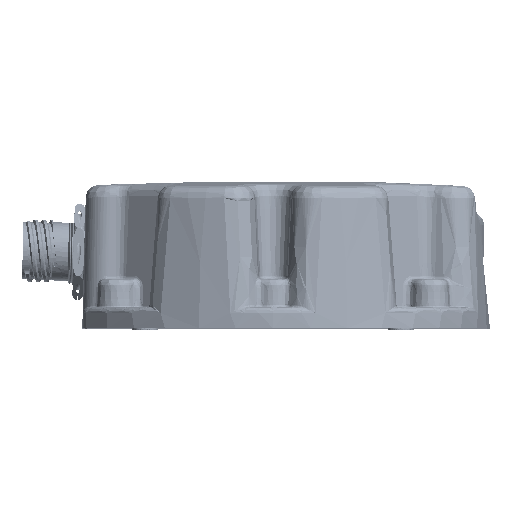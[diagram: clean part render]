
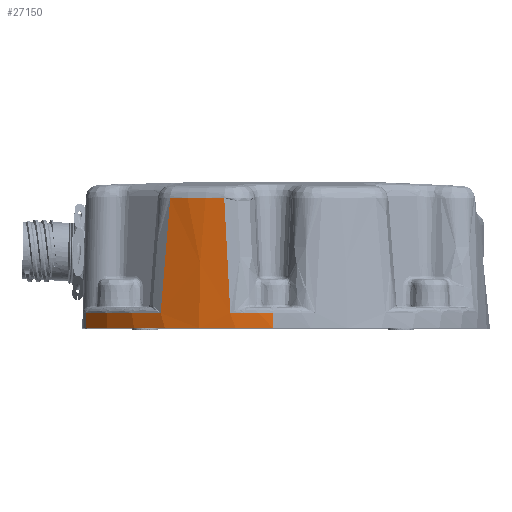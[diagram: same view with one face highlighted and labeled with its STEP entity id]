
A CAD part, top view. The second image highlights one B-rep face of the part: STEP entity #27150.
In plain terms, the highlighted conical face has half-angle 3 degrees and reference radius 66 mm.
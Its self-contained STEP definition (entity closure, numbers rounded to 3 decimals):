
#208 = CARTESIAN_POINT ( 'NONE',  ( -34.158, 4.605, 56.191 ) ) ;
#4605 = VERTEX_POINT ( 'NONE', #208 ) ;
#10231 = ORIENTED_EDGE ( 'NONE', *, *, #48085, .F. ) ;
#10471 = ORIENTED_EDGE ( 'NONE', *, *, #143458, .T. ) ;
#11079 = CIRCLE ( 'NONE', #196164, 66. ) ;
#11757 = EDGE_CURVE ( 'NONE', #36858, #29104, #62240, .T. ) ;
#14213 = CARTESIAN_POINT ( 'NONE',  ( -56.973, 0., 33.318 ) ) ;
#16208 = AXIS2_PLACEMENT_3D ( 'NONE', #17038, #76079, #199295 ) ;
#17038 = CARTESIAN_POINT ( 'NONE',  ( 0., 39.554, 0. ) ) ;
#17402 = CIRCLE ( 'NONE', #59505, 65.759 ) ;
#27150 = ADVANCED_FACE ( 'NONE', ( #114549 ), #87070, .T. ) ;
#27980 = CARTESIAN_POINT ( 'NONE',  ( 0., 0., 66. ) ) ;
#29104 = VERTEX_POINT ( 'NONE', #145701 ) ;
#31751 = ORIENTED_EDGE ( 'NONE', *, *, #204132, .T. ) ;
#36858 = VERTEX_POINT ( 'NONE', #57792 ) ;
#43451 = CARTESIAN_POINT ( 'NONE',  ( -12.977, 4.605, 64.466 ) ) ;
#47495 = ORIENTED_EDGE ( 'NONE', *, *, #153315, .T. ) ;
#48085 = EDGE_CURVE ( 'NONE', #96190, #104827, #173870, .T. ) ;
#55755 = CARTESIAN_POINT ( 'NONE',  ( 0., 4.605, 0. ) ) ;
#57012 = EDGE_CURVE ( 'NONE', #140794, #104827, #11079, .T. ) ;
#57792 = CARTESIAN_POINT ( 'NONE',  ( -14.823, 39.554, 62.185 ) ) ;
#59505 = AXIS2_PLACEMENT_3D ( 'NONE', #55755, #116591, #115740 ) ;
#61151 = DIRECTION ( 'NONE',  ( 0., 1., 0. ) ) ;
#61404 = CARTESIAN_POINT ( 'NONE',  ( -13.603, 16.486, 63.704 ) ) ;
#62240 = CIRCLE ( 'NONE', #16208, 63.927 ) ;
#66642 = CARTESIAN_POINT ( 'NONE',  ( 0., 4.605, 65.759 ) ) ;
#71721 = ORIENTED_EDGE ( 'NONE', *, *, #78543, .T. ) ;
#72211 = ORIENTED_EDGE ( 'NONE', *, *, #156963, .T. ) ;
#72599 = CARTESIAN_POINT ( 'NONE',  ( -12.977, 4.605, 64.466 ) ) ;
#76079 = DIRECTION ( 'NONE',  ( 0., -1., 0. ) ) ;
#78543 = EDGE_CURVE ( 'NONE', #29104, #4605, #174919, .T. ) ;
#87070 = CONICAL_SURFACE ( 'NONE', #220152, 66., 0.052 ) ;
#96190 = VERTEX_POINT ( 'NONE', #66642 ) ;
#99813 = DIRECTION ( 'NONE',  ( 0., 0., -1. ) ) ;
#102762 = DIRECTION ( 'NONE',  ( -1., 0., 0. ) ) ;
#104827 = VERTEX_POINT ( 'NONE', #140633 ) ;
#111792 = CARTESIAN_POINT ( 'NONE',  ( -56.9, 3.07, 33.123 ) ) ;
#114549 = FACE_OUTER_BOUND ( 'NONE', #226089, .T. ) ;
#114801 = DIRECTION ( 'NONE',  ( 0., -1., 0. ) ) ;
#115740 = DIRECTION ( 'NONE',  ( -1., 0., 0. ) ) ;
#116591 = DIRECTION ( 'NONE',  ( 0., -1., 0. ) ) ;
#118604 = VECTOR ( 'NONE', #201804, 1000. ) ;
#120637 = CARTESIAN_POINT ( 'NONE',  ( -14.823, 39.554, 62.185 ) ) ;
#131488 = CARTESIAN_POINT ( 'NONE',  ( -56.937, 1.535, 33.22 ) ) ;
#133649 = DIRECTION ( 'NONE',  ( 0., 0., -1. ) ) ;
#134915 = CARTESIAN_POINT ( 'NONE',  ( 0., 0., 0. ) ) ;
#137199 = ORIENTED_EDGE ( 'NONE', *, *, #11757, .T. ) ;
#140633 = CARTESIAN_POINT ( 'NONE',  ( 0., 0., 66. ) ) ;
#140794 = VERTEX_POINT ( 'NONE', #150321 ) ;
#142032 = ORIENTED_EDGE ( 'NONE', *, *, #57012, .T. ) ;
#143458 = EDGE_CURVE ( 'NONE', #167414, #140794, #176441, .T. ) ;
#145701 = CARTESIAN_POINT ( 'NONE',  ( -31.255, 39.554, 55.766 ) ) ;
#150321 = CARTESIAN_POINT ( 'NONE',  ( -56.973, 0., 33.318 ) ) ;
#153315 = EDGE_CURVE ( 'NONE', #4605, #167414, #172107, .T. ) ;
#156963 = EDGE_CURVE ( 'NONE', #249337, #36858, #206414, .T. ) ;
#160604 = AXIS2_PLACEMENT_3D ( 'NONE', #219151, #178951, #102762 ) ;
#167414 = VERTEX_POINT ( 'NONE', #208185 ) ;
#172107 = CIRCLE ( 'NONE', #160604, 65.759 ) ;
#173870 = LINE ( 'NONE', #27980, #118604 ) ;
#174919 = B_SPLINE_CURVE_WITH_KNOTS ( 'NONE', 3,
 ( #204188, #222174, #220523, #183673 ),
 .UNSPECIFIED., .F., .F.,
 ( 4, 4 ),
 ( 0., 1. ),
 .UNSPECIFIED. ) ;
#176441 = B_SPLINE_CURVE_WITH_KNOTS ( 'NONE', 3,
 ( #207637, #111792, #131488, #14213 ),
 .UNSPECIFIED., .F., .F.,
 ( 4, 4 ),
 ( 0., 1. ),
 .UNSPECIFIED. ) ;
#178951 = DIRECTION ( 'NONE',  ( 0., -1., 0. ) ) ;
#183673 = CARTESIAN_POINT ( 'NONE',  ( -34.158, 4.605, 56.191 ) ) ;
#196164 = AXIS2_PLACEMENT_3D ( 'NONE', #134915, #61151, #99813 ) ;
#199295 = DIRECTION ( 'NONE',  ( -1., 0., 0. ) ) ;
#201804 = DIRECTION ( 'NONE',  ( 0., -0.999, 0.052 ) ) ;
#204132 = EDGE_CURVE ( 'NONE', #96190, #249337, #17402, .T. ) ;
#204188 = CARTESIAN_POINT ( 'NONE',  ( -31.255, 39.554, 55.766 ) ) ;
#206414 = B_SPLINE_CURVE_WITH_KNOTS ( 'NONE', 3,
 ( #43451, #61404, #237955, #120637 ),
 .UNSPECIFIED., .F., .F.,
 ( 4, 4 ),
 ( 0., 1. ),
 .UNSPECIFIED. ) ;
#207637 = CARTESIAN_POINT ( 'NONE',  ( -56.864, 4.605, 33.026 ) ) ;
#208185 = CARTESIAN_POINT ( 'NONE',  ( -56.864, 4.605, 33.026 ) ) ;
#219151 = CARTESIAN_POINT ( 'NONE',  ( 0., 4.605, 0. ) ) ;
#220152 = AXIS2_PLACEMENT_3D ( 'NONE', #253505, #114801, #133649 ) ;
#220523 = CARTESIAN_POINT ( 'NONE',  ( -33.181, 16.488, 56.056 ) ) ;
#222174 = CARTESIAN_POINT ( 'NONE',  ( -32.214, 28.138, 55.914 ) ) ;
#226089 = EDGE_LOOP ( 'NONE', ( #10231, #31751, #72211, #137199, #71721, #47495, #10471, #142032 ) ) ;
#237955 = CARTESIAN_POINT ( 'NONE',  ( -14.219, 28.136, 62.944 ) ) ;
#249337 = VERTEX_POINT ( 'NONE', #72599 ) ;
#253505 = CARTESIAN_POINT ( 'NONE',  ( 0., 0., 0. ) ) ;
